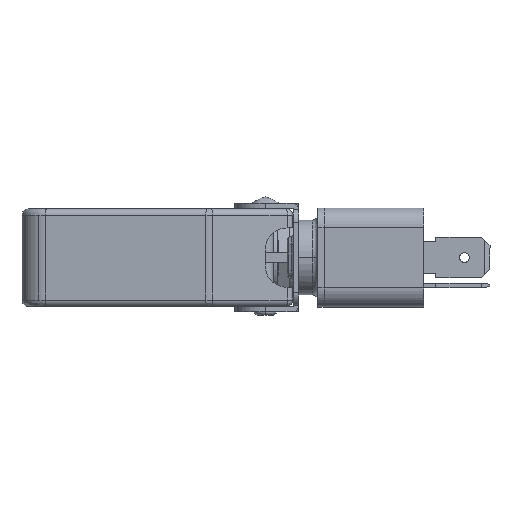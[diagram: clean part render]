
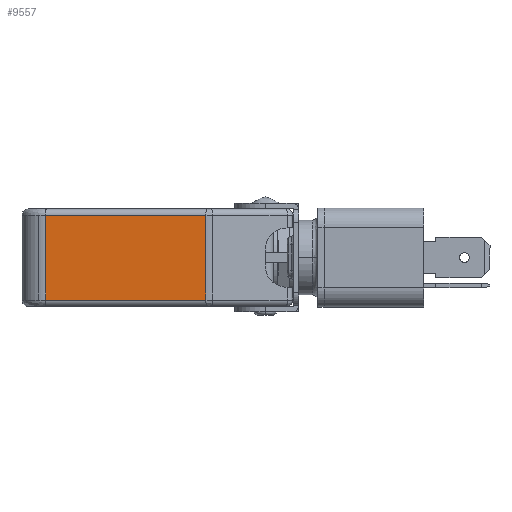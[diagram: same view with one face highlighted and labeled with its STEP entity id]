
A CAD part, left-side view. The second image highlights one B-rep face of the part: STEP entity #9557.
In plain terms, the highlighted face is planar.
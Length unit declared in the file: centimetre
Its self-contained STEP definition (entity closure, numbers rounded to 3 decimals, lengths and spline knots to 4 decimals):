
#958 = DIRECTION ( 'NONE',  ( 1., 0., 0. ) ) ;
#1479 = VECTOR ( 'NONE', #15979, 100. ) ;
#1695 = EDGE_CURVE ( 'NONE', #19578, #15170, #13606, .T. ) ;
#3150 = AXIS2_PLACEMENT_3D ( 'NONE', #15389, #7067, #5131 ) ;
#5131 = DIRECTION ( 'NONE',  ( 0., 0.043, -0.999 ) ) ;
#5502 = LINE ( 'NONE', #19507, #1479 ) ;
#5516 = CARTESIAN_POINT ( 'NONE',  ( -0.665, 2.7968, 1.4497 ) ) ;
#5655 = CARTESIAN_POINT ( 'NONE',  ( 0.665, 2.6887, 3.9568 ) ) ;
#6075 = CARTESIAN_POINT ( 'NONE',  ( -0.765, 2.7968, 1.4497 ) ) ;
#6228 = EDGE_LOOP ( 'NONE', ( #9612, #18313, #13875, #14603 ) ) ;
#7067 = DIRECTION ( 'NONE',  ( 0., -0.999, -0.043 ) ) ;
#7798 = LINE ( 'NONE', #6075, #15606 ) ;
#8536 = EDGE_CURVE ( 'NONE', #15170, #15549, #15773, .T. ) ;
#9557 = ADVANCED_FACE ( 'NONE', ( #21057 ), #13672, .F. ) ;
#9612 = ORIENTED_EDGE ( 'NONE', *, *, #1695, .F. ) ;
#11555 = CARTESIAN_POINT ( 'NONE',  ( -0.765, 2.6887, 3.9568 ) ) ;
#11720 = CARTESIAN_POINT ( 'NONE',  ( -0.665, 2.6887, 3.9568 ) ) ;
#12824 = EDGE_CURVE ( 'NONE', #15549, #13231, #7798, .T. ) ;
#13231 = VERTEX_POINT ( 'NONE', #17900 ) ;
#13606 = LINE ( 'NONE', #11555, #15034 ) ;
#13672 = PLANE ( 'NONE',  #3150 ) ;
#13875 = ORIENTED_EDGE ( 'NONE', *, *, #12824, .F. ) ;
#14603 = ORIENTED_EDGE ( 'NONE', *, *, #8536, .F. ) ;
#15034 = VECTOR ( 'NONE', #15326, 100. ) ;
#15170 = VERTEX_POINT ( 'NONE', #11720 ) ;
#15326 = DIRECTION ( 'NONE',  ( -1., 0., 0. ) ) ;
#15389 = CARTESIAN_POINT ( 'NONE',  ( -0.765, 2.7968, 1.4497 ) ) ;
#15549 = VERTEX_POINT ( 'NONE', #20129 ) ;
#15606 = VECTOR ( 'NONE', #958, 100. ) ;
#15773 = LINE ( 'NONE', #5516, #20510 ) ;
#15979 = DIRECTION ( 'NONE',  ( 0., -0.043, 0.999 ) ) ;
#16182 = EDGE_CURVE ( 'NONE', #13231, #19578, #5502, .T. ) ;
#17900 = CARTESIAN_POINT ( 'NONE',  ( 0.665, 2.7968, 1.4497 ) ) ;
#18313 = ORIENTED_EDGE ( 'NONE', *, *, #16182, .F. ) ;
#19306 = DIRECTION ( 'NONE',  ( 0., 0.043, -0.999 ) ) ;
#19507 = CARTESIAN_POINT ( 'NONE',  ( 0.665, 2.7968, 1.4497 ) ) ;
#19578 = VERTEX_POINT ( 'NONE', #5655 ) ;
#20129 = CARTESIAN_POINT ( 'NONE',  ( -0.665, 2.7968, 1.4497 ) ) ;
#20510 = VECTOR ( 'NONE', #19306, 100. ) ;
#21057 = FACE_OUTER_BOUND ( 'NONE', #6228, .T. ) ;
